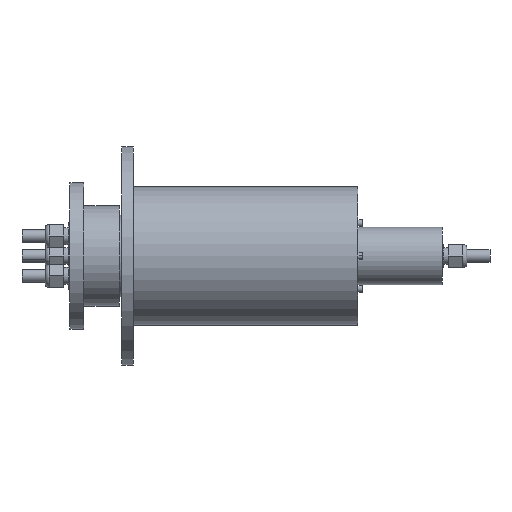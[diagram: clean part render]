
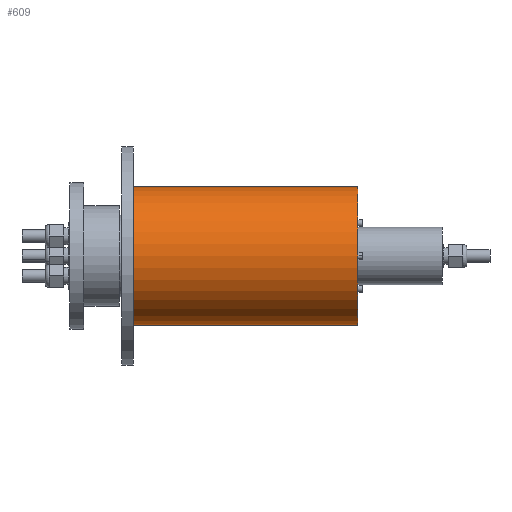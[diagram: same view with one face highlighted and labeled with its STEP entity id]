
A CAD part, front view. The second image highlights one B-rep face of the part: STEP entity #609.
In plain terms, the highlighted cylindrical face has radius 60 mm (diameter 120 mm), a partial arc.
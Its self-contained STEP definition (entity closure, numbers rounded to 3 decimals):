
#283 = CARTESIAN_POINT ( 'NONE',  ( 55., 0., 0. ) ) ;
#609 = ADVANCED_FACE ( 'NONE', ( #2449 ), #1237, .T. ) ;
#728 = DIRECTION ( 'NONE',  ( 0., 0., 1. ) ) ;
#821 = LINE ( 'NONE', #5807, #2173 ) ;
#1220 = CARTESIAN_POINT ( 'NONE',  ( 0., 0., 60. ) ) ;
#1237 = CYLINDRICAL_SURFACE ( 'NONE', #1309, 60. ) ;
#1309 = AXIS2_PLACEMENT_3D ( 'NONE', #1883, #2734, #2226 ) ;
#1591 = EDGE_LOOP ( 'NONE', ( #4600, #5670, #5259, #2928 ) ) ;
#1725 = DIRECTION ( 'NONE',  ( -1., 0., 0. ) ) ;
#1883 = CARTESIAN_POINT ( 'NONE',  ( 0., 0., 0. ) ) ;
#1959 = CARTESIAN_POINT ( 'NONE',  ( 250., 0., 60. ) ) ;
#1977 = CARTESIAN_POINT ( 'NONE',  ( 250., 0., 0. ) ) ;
#2075 = LINE ( 'NONE', #1220, #5563 ) ;
#2173 = VECTOR ( 'NONE', #1725, 1000. ) ;
#2226 = DIRECTION ( 'NONE',  ( 0., 0., 1. ) ) ;
#2255 = CIRCLE ( 'NONE', #4786, 60. ) ;
#2349 = VERTEX_POINT ( 'NONE', #2751 ) ;
#2401 = VERTEX_POINT ( 'NONE', #4611 ) ;
#2438 = DIRECTION ( 'NONE',  ( 0., 0., 1. ) ) ;
#2449 = FACE_OUTER_BOUND ( 'NONE', #1591, .T. ) ;
#2489 = VERTEX_POINT ( 'NONE', #1959 ) ;
#2509 = EDGE_CURVE ( 'NONE', #2401, #2489, #2255, .T. ) ;
#2640 = CARTESIAN_POINT ( 'NONE',  ( 55., 0., 60. ) ) ;
#2669 = EDGE_CURVE ( 'NONE', #2349, #4359, #3523, .T. ) ;
#2734 = DIRECTION ( 'NONE',  ( -1., 0., 0. ) ) ;
#2751 = CARTESIAN_POINT ( 'NONE',  ( 55., 0., -60. ) ) ;
#2928 = ORIENTED_EDGE ( 'NONE', *, *, #2669, .F. ) ;
#3452 = DIRECTION ( 'NONE',  ( -1., 0., 0. ) ) ;
#3523 = CIRCLE ( 'NONE', #4677, 60. ) ;
#3932 = DIRECTION ( 'NONE',  ( -1., 0., 0. ) ) ;
#4359 = VERTEX_POINT ( 'NONE', #2640 ) ;
#4600 = ORIENTED_EDGE ( 'NONE', *, *, #5351, .F. ) ;
#4611 = CARTESIAN_POINT ( 'NONE',  ( 250., 0., -60. ) ) ;
#4660 = EDGE_CURVE ( 'NONE', #2489, #4359, #2075, .T. ) ;
#4677 = AXIS2_PLACEMENT_3D ( 'NONE', #283, #3452, #728 ) ;
#4786 = AXIS2_PLACEMENT_3D ( 'NONE', #1977, #5172, #2438 ) ;
#5172 = DIRECTION ( 'NONE',  ( -1., 0., 0. ) ) ;
#5259 = ORIENTED_EDGE ( 'NONE', *, *, #4660, .T. ) ;
#5351 = EDGE_CURVE ( 'NONE', #2401, #2349, #821, .T. ) ;
#5563 = VECTOR ( 'NONE', #3932, 1000. ) ;
#5670 = ORIENTED_EDGE ( 'NONE', *, *, #2509, .T. ) ;
#5807 = CARTESIAN_POINT ( 'NONE',  ( 0., 0., -60. ) ) ;
